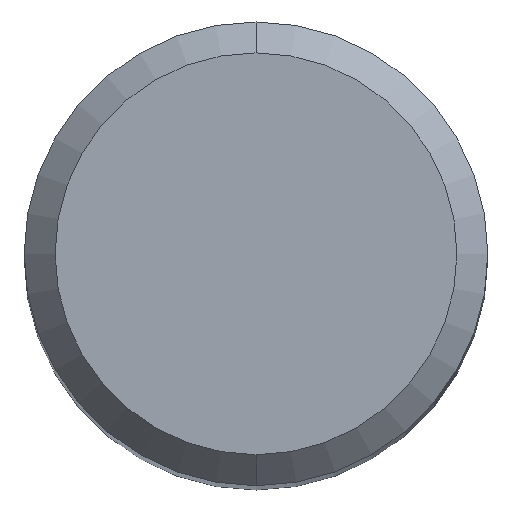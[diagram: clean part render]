
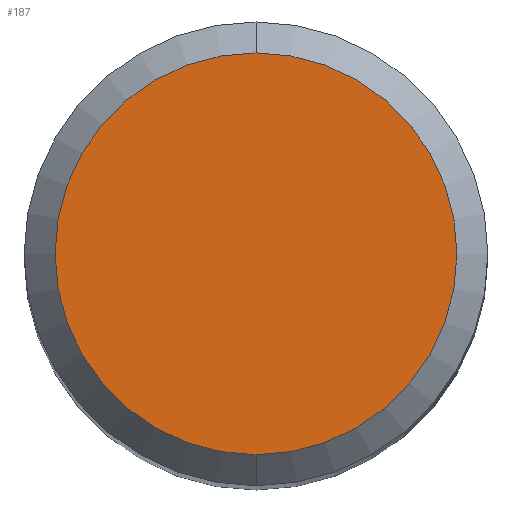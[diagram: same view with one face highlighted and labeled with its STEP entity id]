
A CAD part, top view. The second image highlights one B-rep face of the part: STEP entity #187.
In plain terms, the highlighted planar face has unit normal (0, 0, 1).
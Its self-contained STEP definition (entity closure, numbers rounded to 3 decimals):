
#187=ADVANCED_FACE('',(#503),#504,.T.);
#307=VERTEX_POINT('',#635);
#311=EDGE_CURVE('',#359,#307,#640,.T.);
#315=EDGE_CURVE('',#307,#359,#644,.T.);
#359=VERTEX_POINT('',#694);
#503=FACE_OUTER_BOUND('',#845,.T.);
#504=PLANE('',#846);
#635=CARTESIAN_POINT('',(0.,-2.6,0.0));
#640=CIRCLE('',#1090,2.6);
#644=CIRCLE('',#1097,2.6);
#694=CARTESIAN_POINT('',(0.0,2.6,0.0));
#845=EDGE_LOOP('',(#1490,#1491));
#846=AXIS2_PLACEMENT_3D('',#1492,#1493,#1494);
#1090=AXIS2_PLACEMENT_3D('',#1627,#1628,#1629);
#1097=AXIS2_PLACEMENT_3D('',#1631,#1632,#1633);
#1490=ORIENTED_EDGE('',*,*,#311,.F.);
#1491=ORIENTED_EDGE('',*,*,#315,.F.);
#1492=CARTESIAN_POINT('',(0.0,1.3,0.0));
#1493=DIRECTION('',(-0.0,0.0,1.0));
#1494=DIRECTION('',(0.0,-1.0,0.0));
#1627=CARTESIAN_POINT('',(0.0,0.0,0.0));
#1628=DIRECTION('',(0.0,0.0,-1.0));
#1629=DIRECTION('',(0.0,1.0,0.0));
#1631=CARTESIAN_POINT('',(0.0,0.0,0.0));
#1632=DIRECTION('',(0.0,0.0,-1.0));
#1633=DIRECTION('',(0.0,1.0,0.0));
